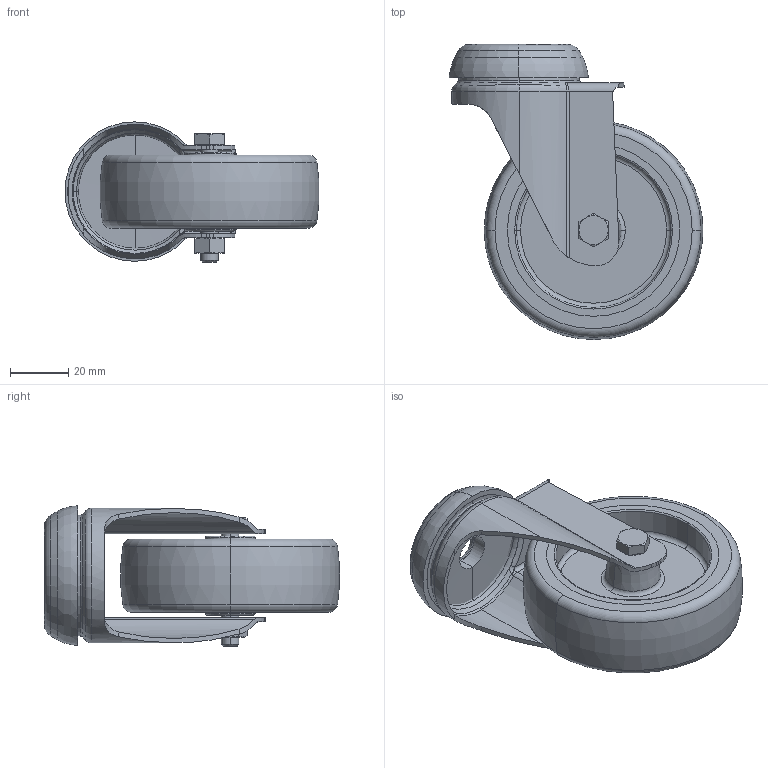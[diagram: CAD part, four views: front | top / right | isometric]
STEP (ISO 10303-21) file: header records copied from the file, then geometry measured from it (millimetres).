
FILE_DESCRIPTION (( 'STEP AP214' ), '1' );
FILE_NAME ('0029317_L-AV-TPGK-075-G-1_(A-01).step', '2019-07-11T14:47:02', ( '' ), ( '' ), 'SwSTEP 2.0', 'SolidWorks 2018', '' );
FILE_SCHEMA (( 'AUTOMOTIVE_DESIGN' ));
Length unit declared in the file: millimetre
Products named in the file (1): 0029317_L-AV-TPGK-075-G-1_(A-01)
Bounding box: 86.86 x 100.91 x 48 mm (x, y, z)
Surface area: 44811.4 mm2 (no closed solid volume)
Topology: 0 solids, 8 shells, 173 faces, 436 edges, 274 vertices
Faces by surface type: torus 46, cylinder 43, plane 42, cone 34, bspline 8
Entity records: 8270 total; most frequent: CARTESIAN_POINT 2250, DIRECTION 900, ORIENTED_EDGE 818, EDGE_CURVE 436, AXIS2_PLACEMENT_3D 393, VERTEX_POINT 274, CIRCLE 227, EDGE_LOOP 189
